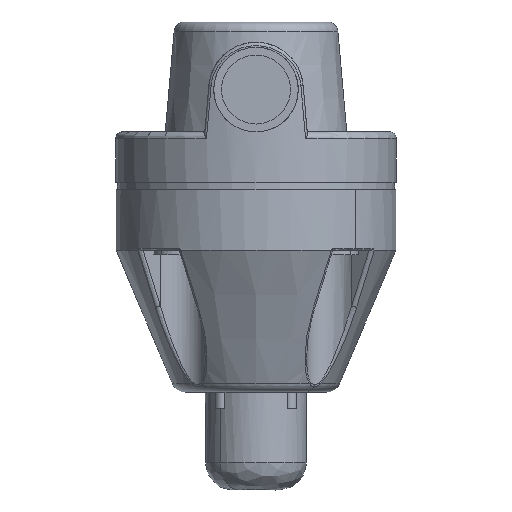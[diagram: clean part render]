
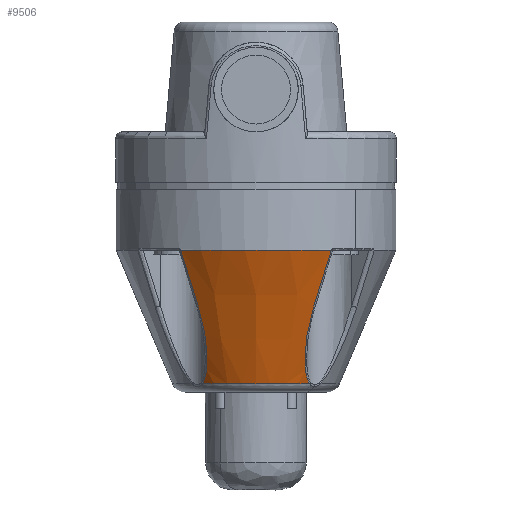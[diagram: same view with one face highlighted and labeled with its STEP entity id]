
A CAD part, front view. The second image highlights one B-rep face of the part: STEP entity #9506.
In plain terms, the highlighted conical face has half-angle 23 degrees and reference radius 33.103 mm.
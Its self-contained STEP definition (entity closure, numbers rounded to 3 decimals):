
#466=CARTESIAN_POINT('',(15.886,-18.922,-59.563));
#527=CARTESIAN_POINT('',(-15.886,-18.922,
-59.563));
#2818=CARTESIAN_POINT('',(22.283,-35.01,
-20.));
#2848=CARTESIAN_POINT('',(17.038,-29.826,
-36.845));
#2862=CARTESIAN_POINT('',(0.,0.,-20.));
#2863=DIRECTION('',(0.,0.,1.));
#2864=DIRECTION('',(-0.537,-0.844,0.));
#2865=AXIS2_PLACEMENT_3D('',#2862,#2863,#2864);
#2867=CARTESIAN_POINT('',(22.283,-35.01,
-20.));
#2868=CARTESIAN_POINT('',(21.678,-34.409,
-21.96));
#2869=CARTESIAN_POINT('',(20.48,-33.226,
-25.821));
#2870=CARTESIAN_POINT('',(18.733,-31.498,
-31.437));
#2871=CARTESIAN_POINT('',(17.597,-30.379,
-35.062));
#2872=CARTESIAN_POINT('',(17.038,-29.826,
-36.845));
#2874=CARTESIAN_POINT('',(17.038,-29.826,
-36.845));
#2875=CARTESIAN_POINT('',(16.63,-29.392,
-38.211));
#2876=CARTESIAN_POINT('',(15.951,-28.581,
-40.658));
#2877=CARTESIAN_POINT('',(15.386,-27.605,
-43.314));
#2878=CARTESIAN_POINT('',(15.036,-26.768,
-45.439));
#2879=CARTESIAN_POINT('',(14.846,-26.22,
-46.784));
#2880=CARTESIAN_POINT('',(14.601,-25.323,
-48.906));
#2881=CARTESIAN_POINT('',(14.472,-24.048,
-51.653));
#2882=CARTESIAN_POINT('',(14.501,-22.989,
-53.738));
#2883=CARTESIAN_POINT('',(14.572,-22.431,
-54.754));
#2884=CARTESIAN_POINT('',(14.751,-21.435,
-56.483));
#2885=CARTESIAN_POINT('',(15.213,-20.178,
-58.251));
#2886=CARTESIAN_POINT('',(15.593,-19.382,
-59.171));
#2887=CARTESIAN_POINT('',(15.793,-19.038,
-59.496));
#2888=CARTESIAN_POINT('',(15.886,-18.922,
-59.563));
#2890=CARTESIAN_POINT('',(0.,0.,-59.563));
#2891=DIRECTION('',(0.,0.,-1.));
#2892=DIRECTION('',(0.643,-0.766,0.));
#2893=AXIS2_PLACEMENT_3D('',#2890,#2891,#2892);
#2895=CARTESIAN_POINT('',(-17.038,-29.826,
-36.845));
#2896=CARTESIAN_POINT('',(-16.603,-29.362,
-38.303));
#2897=CARTESIAN_POINT('',(-15.885,-28.498,
-40.906));
#2898=CARTESIAN_POINT('',(-15.316,-27.47,
-43.673));
#2899=CARTESIAN_POINT('',(-14.972,-26.578,
-45.902));
#2900=CARTESIAN_POINT('',(-14.78,-26.034,
-47.242));
#2901=CARTESIAN_POINT('',(-14.531,-24.893,
-49.868));
#2902=CARTESIAN_POINT('',(-14.463,-23.465,
-52.836));
#2903=CARTESIAN_POINT('',(-14.546,-22.618,
-54.415));
#2904=CARTESIAN_POINT('',(-14.645,-21.876,
-55.763));
#2905=CARTESIAN_POINT('',(-15.121,-20.376,
-58.013));
#2906=CARTESIAN_POINT('',(-15.557,-19.445,
-59.109));
#2907=CARTESIAN_POINT('',(-15.78,-19.05,
-59.493));
#2908=CARTESIAN_POINT('',(-15.886,-18.922,
-59.563));
#3029=CARTESIAN_POINT('',(-22.283,-35.01,
-20.));
#3031=CARTESIAN_POINT('',(-22.283,-35.01,
-20.));
#3032=CARTESIAN_POINT('',(-21.695,-34.426,
-21.905));
#3033=CARTESIAN_POINT('',(-20.52,-33.265,
-25.693));
#3034=CARTESIAN_POINT('',(-18.773,-31.537,
-31.308));
#3035=CARTESIAN_POINT('',(-17.614,-30.396,
-35.007));
#3036=CARTESIAN_POINT('',(-17.038,-29.826,
-36.845));
#3390=VERTEX_POINT('',#466);
#3392=VERTEX_POINT('',#527);
#3408=VERTEX_POINT('',#2818);
#3411=VERTEX_POINT('',#3029);
#3843=VERTEX_POINT('',#2848);
#3844=VERTEX_POINT('',#2895);
#9491=CARTESIAN_POINT('',(0.,0.,-39.781));
#9492=DIRECTION('',(0.,0.,1.));
#9493=DIRECTION('',(-0.707,0.707,0.));
#9494=AXIS2_PLACEMENT_3D('',#9491,#9492,#9493);
#9495=CONICAL_SURFACE('',#9494,33.103,23.);
#9497=ORIENTED_EDGE('',*,*,#9496,.F.);
#9499=ORIENTED_EDGE('',*,*,#9498,.F.);
#9500=ORIENTED_EDGE('',*,*,#5524,.T.);
#9501=ORIENTED_EDGE('',*,*,#9350,.T.);
#9502=ORIENTED_EDGE('',*,*,#9475,.T.);
#9503=ORIENTED_EDGE('',*,*,#5214,.T.);
#9504=EDGE_LOOP('',(#9497,#9499,#9500,#9501,#9502,#9503));
#9505=FACE_OUTER_BOUND('',#9504,.F.);
#2866=CIRCLE('',#2865,41.5);
#2873=B_SPLINE_CURVE_WITH_KNOTS('',3,(#2867,#2868,#2869,#2870,#2871,#2872),
.UNSPECIFIED.,.F.,.F.,(4,1,1,4),(0.,0.333,0.667,1.),
.UNSPECIFIED.);
#2889=B_SPLINE_CURVE_WITH_KNOTS('',3,(#2874,#2875,#2876,#2877,#2878,#2879,#2880,
#2881,#2882,#2883,#2884,#2885,#2886,#2887,#2888),.UNSPECIFIED.,.F.,.F.,(4,1,1,1,
1,1,1,1,1,1,1,1,4),(0.,0.083,0.167,0.25,
0.333,0.417,0.5,0.583,0.667,
0.75,0.833,0.917,1.),.UNSPECIFIED.);
#2894=CIRCLE('',#2893,24.707);
#2909=B_SPLINE_CURVE_WITH_KNOTS('',3,(#2895,#2896,#2897,#2898,#2899,#2900,#2901,
#2902,#2903,#2904,#2905,#2906,#2907,#2908),.UNSPECIFIED.,.F.,.F.,(4,1,1,1,1,1,1,
1,1,1,1,4),(0.,0.091,0.182,0.273,
0.364,0.455,0.545,0.636,
0.727,0.818,0.909,1.),.UNSPECIFIED.);
#3037=B_SPLINE_CURVE_WITH_KNOTS('',3,(#3031,#3032,#3033,#3034,#3035,#3036),
.UNSPECIFIED.,.F.,.F.,(4,1,1,4),(0.,0.333,0.667,1.),
.UNSPECIFIED.);
#5214=EDGE_CURVE('',#3390,#3392,#2894,.T.);
#5524=EDGE_CURVE('',#3411,#3408,#2866,.T.);
#9350=EDGE_CURVE('',#3408,#3843,#2873,.T.);
#9475=EDGE_CURVE('',#3843,#3390,#2889,.T.);
#9496=EDGE_CURVE('',#3844,#3392,#2909,.T.);
#9498=EDGE_CURVE('',#3411,#3844,#3037,.T.);
#9506=ADVANCED_FACE('',(#9505),#9495,.T.);
